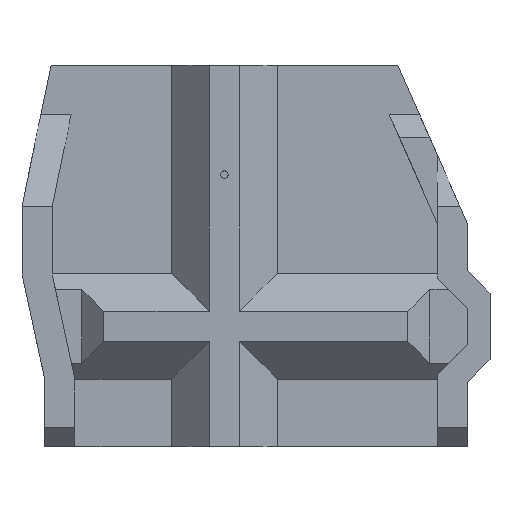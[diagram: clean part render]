
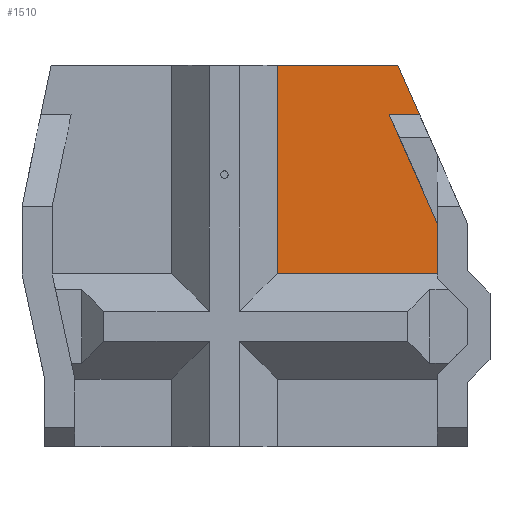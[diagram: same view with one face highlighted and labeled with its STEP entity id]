
A CAD part, front view. The second image highlights one B-rep face of the part: STEP entity #1510.
In plain terms, the highlighted planar face has unit normal (0, -1, 0).
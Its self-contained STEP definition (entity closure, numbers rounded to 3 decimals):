
#93=FACE_OUTER_BOUND('',#174,.T.);
#174=EDGE_LOOP('',(#1261,#1262,#1263,#1264,#1265,#1266,#1267));
#297=LINE('',#2199,#501);
#316=LINE('',#2234,#520);
#348=LINE('',#2304,#552);
#351=LINE('',#2310,#555);
#367=LINE('',#2345,#571);
#368=LINE('',#2346,#572);
#369=LINE('',#2347,#573);
#501=VECTOR('',#1770,10.);
#520=VECTOR('',#1807,10.);
#552=VECTOR('',#1873,10.);
#555=VECTOR('',#1878,10.);
#571=VECTOR('',#1910,10.);
#572=VECTOR('',#1911,10.);
#573=VECTOR('',#1912,10.);
#690=VERTEX_POINT('',#2196);
#691=VERTEX_POINT('',#2198);
#698=VERTEX_POINT('',#2232);
#718=VERTEX_POINT('',#2301);
#719=VERTEX_POINT('',#2303);
#721=VERTEX_POINT('',#2309);
#732=VERTEX_POINT('',#2344);
#850=EDGE_CURVE('',#690,#691,#297,.T.);
#869=EDGE_CURVE('',#690,#698,#316,.F.);
#904=EDGE_CURVE('',#718,#719,#348,.T.);
#907=EDGE_CURVE('',#719,#721,#351,.T.);
#924=EDGE_CURVE('',#691,#732,#367,.T.);
#925=EDGE_CURVE('',#721,#698,#368,.T.);
#926=EDGE_CURVE('',#732,#718,#369,.T.);
#1261=ORIENTED_EDGE('',*,*,#924,.F.);
#1262=ORIENTED_EDGE('',*,*,#850,.F.);
#1263=ORIENTED_EDGE('',*,*,#869,.T.);
#1264=ORIENTED_EDGE('',*,*,#925,.F.);
#1265=ORIENTED_EDGE('',*,*,#907,.F.);
#1266=ORIENTED_EDGE('',*,*,#904,.F.);
#1267=ORIENTED_EDGE('',*,*,#926,.F.);
#1442=PLANE('',#1603);
#1510=ADVANCED_FACE('',(#93),#1442,.F.);
#1603=AXIS2_PLACEMENT_3D('',#2343,#1908,#1909);
#1770=DIRECTION('',(-1.,0.,0.));
#1807=DIRECTION('',(0.,0.,-1.));
#1873=DIRECTION('',(0.404,0.,-0.915));
#1878=DIRECTION('',(-1.,0.,0.));
#1908=DIRECTION('center_axis',(0.,1.,0.));
#1909=DIRECTION('ref_axis',(0.,0.,-1.));
#1910=DIRECTION('',(0.,0.,1.));
#1911=DIRECTION('',(0.404,0.,-0.915));
#1912=DIRECTION('',(1.,0.,0.));
#2196=CARTESIAN_POINT('',(28.475,-6.9,-12.95));
#2198=CARTESIAN_POINT('',(7.238,-6.9,-12.95));
#2199=CARTESIAN_POINT('',(29.475,-6.9,-12.95));
#2232=CARTESIAN_POINT('',(28.475,-6.9,-6.267));
#2234=CARTESIAN_POINT('',(28.475,-6.9,-6.112));
#2301=CARTESIAN_POINT('',(23.238,-6.9,14.676));
#2303=CARTESIAN_POINT('',(26.138,-6.9,8.1));
#2304=CARTESIAN_POINT('',(23.238,-6.9,14.676));
#2309=CARTESIAN_POINT('',(22.138,-6.9,8.1));
#2310=CARTESIAN_POINT('',(26.806,-6.9,8.1));
#2343=CARTESIAN_POINT('Origin',(31.475,-6.9,-26.9));
#2344=CARTESIAN_POINT('',(7.238,-6.9,14.676));
#2345=CARTESIAN_POINT('',(7.238,-6.9,-31.4));
#2346=CARTESIAN_POINT('',(32.028,-6.9,-14.324));
#2347=CARTESIAN_POINT('',(-18.762,-6.9,14.676));
